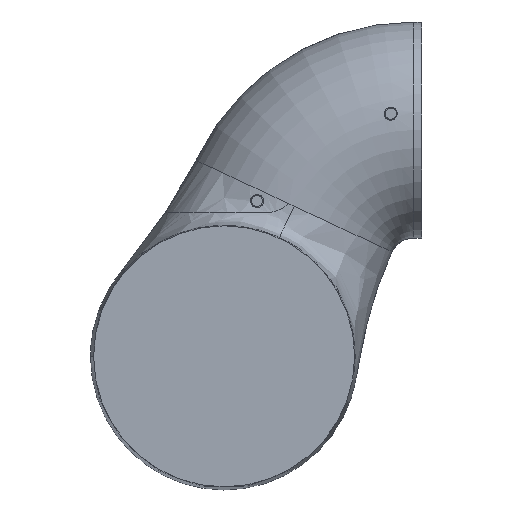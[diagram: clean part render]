
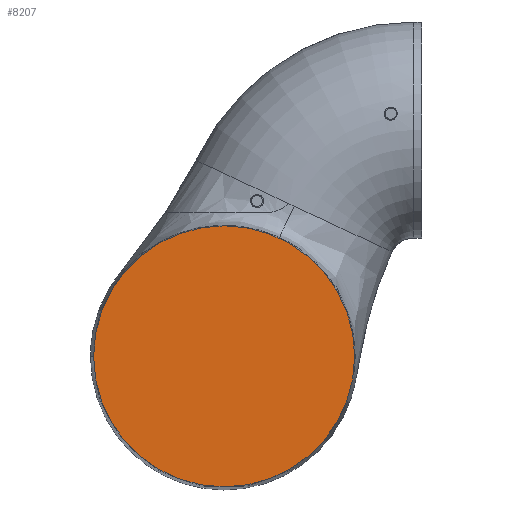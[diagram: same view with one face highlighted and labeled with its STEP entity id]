
A CAD part, front view. The second image highlights one B-rep face of the part: STEP entity #8207.
In plain terms, the highlighted planar face has unit normal (0, -1, 0).
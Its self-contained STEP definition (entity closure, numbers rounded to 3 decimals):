
#69 = AXIS2_PLACEMENT_3D ( 'NONE', #7971, #791, #8998 ) ;
#504 = ORIENTED_EDGE ( 'NONE', *, *, #6292, .F. ) ;
#791 = DIRECTION ( 'NONE',  ( 0., 1., 0. ) ) ;
#1666 = DIRECTION ( 'NONE',  ( 0., 1., 0. ) ) ;
#1917 = FACE_OUTER_BOUND ( 'NONE', #7066, .T. ) ;
#3051 = DIRECTION ( 'NONE',  ( 1., 0., 0. ) ) ;
#4325 = VERTEX_POINT ( 'NONE', #11608 ) ;
#4542 = AXIS2_PLACEMENT_3D ( 'NONE', #8849, #1666, #8808 ) ;
#5094 = PLANE ( 'NONE',  #7258 ) ;
#5685 = VERTEX_POINT ( 'NONE', #12698 ) ;
#6201 = CIRCLE ( 'NONE', #4542, 63.464 ) ;
#6292 = EDGE_CURVE ( 'NONE', #5685, #4325, #9376, .T. ) ;
#7066 = EDGE_LOOP ( 'NONE', ( #504, #9169 ) ) ;
#7258 = AXIS2_PLACEMENT_3D ( 'NONE', #10341, #10205, #3051 ) ;
#7971 = CARTESIAN_POINT ( 'NONE',  ( 0., -85., 709. ) ) ;
#8207 = ADVANCED_FACE ( 'NONE', ( #1917 ), #5094, .T. ) ;
#8808 = DIRECTION ( 'NONE',  ( 1., 0., 0. ) ) ;
#8849 = CARTESIAN_POINT ( 'NONE',  ( 0., -85., 709. ) ) ;
#8998 = DIRECTION ( 'NONE',  ( 1., 0., 0. ) ) ;
#9122 = EDGE_CURVE ( 'NONE', #4325, #5685, #6201, .T. ) ;
#9169 = ORIENTED_EDGE ( 'NONE', *, *, #9122, .F. ) ;
#9376 = CIRCLE ( 'NONE', #69, 63.464 ) ;
#10205 = DIRECTION ( 'NONE',  ( 0., -1., 0. ) ) ;
#10341 = CARTESIAN_POINT ( 'NONE',  ( 0., -85., 709. ) ) ;
#11608 = CARTESIAN_POINT ( 'NONE',  ( 63.464, -85., 709. ) ) ;
#12698 = CARTESIAN_POINT ( 'NONE',  ( -63.464, -85., 709. ) ) ;
